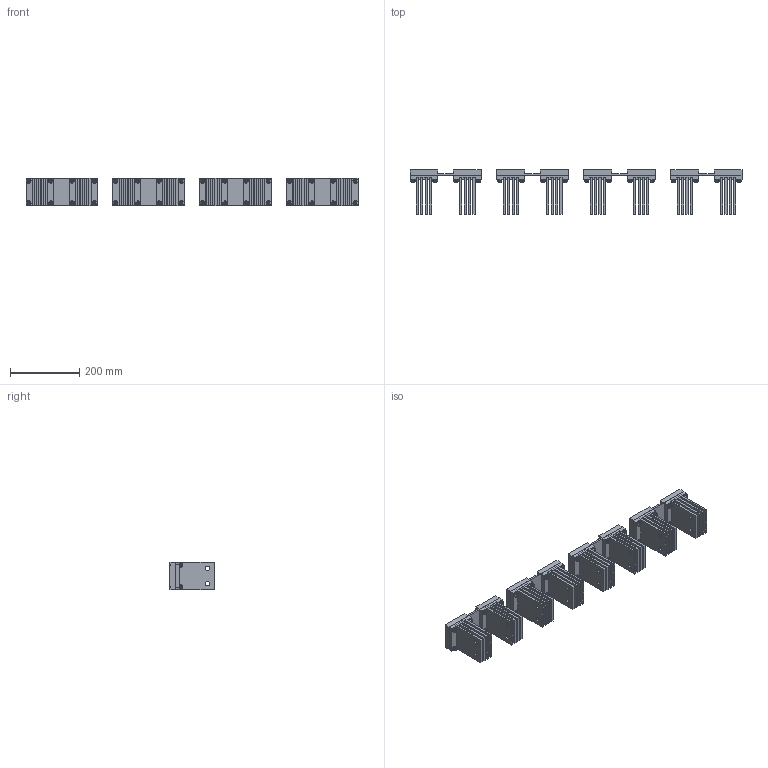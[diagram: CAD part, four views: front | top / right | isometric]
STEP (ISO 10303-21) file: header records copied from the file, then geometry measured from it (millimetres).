
FILE_DESCRIPTION(('CATIA V5 STEP'),'2;1');
FILE_NAME('1SDH001336R0260_E6.2_IV_TERMINALS_FS_VR_UL_LOWER_5000A.stp','2014-09-20T07:02:46+00:00',('none'),('none'),'CATIA Version 5 Release 20 SP 6 (IN-10)','CATIA V5 STEP AP214','none');
FILE_SCHEMA(('AUTOMOTIVE_DESIGN { 1 0 10303 214 1 1 1 1 }'));
Products named in the file (1): E6.2_IV_TERMINALS_FS_VR_UL_LOWER_5000A_AllCATPart
Bounding box: 962 x 128 x 80 mm (x, y, z)
Volume: 2955296 mm3; surface area: 1022088.7 mm2
Topology: 140 solids, 140 shells, 2392 faces, 5824 edges, 3744 vertices
Faces by surface type: plane 920, cylinder 832, torus 448, cone 128, sphere 64
Entity records: 67658 total; most frequent: CARTESIAN_POINT 14433, ORIENTED_EDGE 11520, DIRECTION 8512, EDGE_CURVE 5760, AXIS2_PLACEMENT_3D 4353, VERTEX_POINT 3744, EDGE_LOOP 2872, CIRCLE 2688
